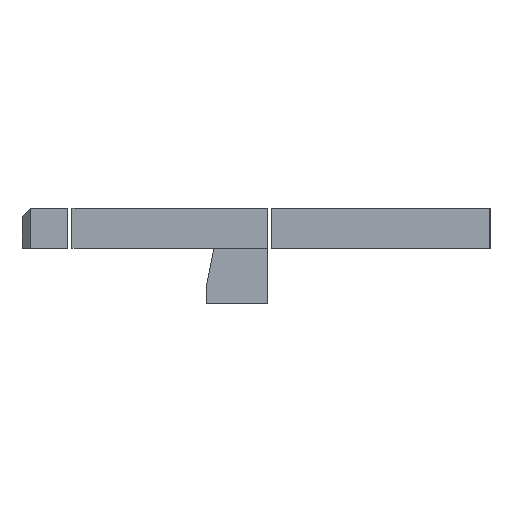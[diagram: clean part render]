
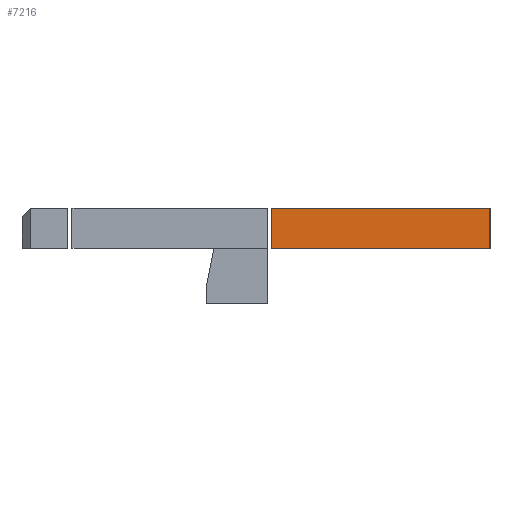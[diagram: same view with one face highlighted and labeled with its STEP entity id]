
A CAD part, left-side view. The second image highlights one B-rep face of the part: STEP entity #7216.
In plain terms, the highlighted planar face has unit normal (-1, 0, 0).
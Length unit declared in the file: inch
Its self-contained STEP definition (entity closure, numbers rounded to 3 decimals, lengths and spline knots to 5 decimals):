
#278=FACE_OUTER_BOUND('',#753,.T.);
#753=EDGE_LOOP('',(#5156,#5157,#5158,#5159));
#1345=LINE('',#10566,#2318);
#1351=LINE('',#10578,#2324);
#1353=LINE('',#10581,#2326);
#1354=LINE('',#10583,#2327);
#2318=VECTOR('',#8597,0.3937);
#2324=VECTOR('',#8607,0.3937);
#2326=VECTOR('',#8611,0.3937);
#2327=VECTOR('',#8614,0.3937);
#3214=VERTEX_POINT('',#10563);
#3215=VERTEX_POINT('',#10565);
#3218=VERTEX_POINT('',#10575);
#3219=VERTEX_POINT('',#10577);
#3939=EDGE_CURVE('',#3215,#3214,#1345,.T.);
#3945=EDGE_CURVE('',#3219,#3218,#1351,.T.);
#3947=EDGE_CURVE('',#3218,#3215,#1353,.T.);
#3948=EDGE_CURVE('',#3214,#3219,#1354,.T.);
#5156=ORIENTED_EDGE('',*,*,#3939,.T.);
#5157=ORIENTED_EDGE('',*,*,#3948,.T.);
#5158=ORIENTED_EDGE('',*,*,#3945,.T.);
#5159=ORIENTED_EDGE('',*,*,#3947,.T.);
#6741=PLANE('',#7779);
#7216=ADVANCED_FACE('',(#278),#6741,.T.);
#7779=AXIS2_PLACEMENT_3D('',#10582,#8612,#8613);
#8597=DIRECTION('',(0.,0.,-1.));
#8607=DIRECTION('',(0.,0.,1.));
#8611=DIRECTION('',(0.,1.,0.));
#8612=DIRECTION('center_axis',(-1.,0.,0.));
#8613=DIRECTION('ref_axis',(0.,0.,1.));
#8614=DIRECTION('',(0.,-1.,0.));
#10563=CARTESIAN_POINT('',(302.375,12.125,6.));
#10565=CARTESIAN_POINT('',(302.375,12.125,9.625));
#10566=CARTESIAN_POINT('',(302.375,12.125,7.8125));
#10575=CARTESIAN_POINT('',(302.375,-7.5,9.625));
#10577=CARTESIAN_POINT('',(302.375,-7.5,6.));
#10578=CARTESIAN_POINT('',(302.375,-7.5,8.71875));
#10581=CARTESIAN_POINT('',(302.375,0.,9.625));
#10582=CARTESIAN_POINT('Origin',(302.375,0.,6.));
#10583=CARTESIAN_POINT('',(302.375,0.,6.));
